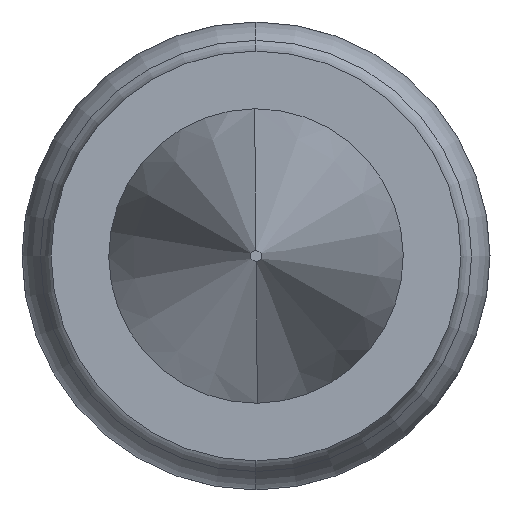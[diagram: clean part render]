
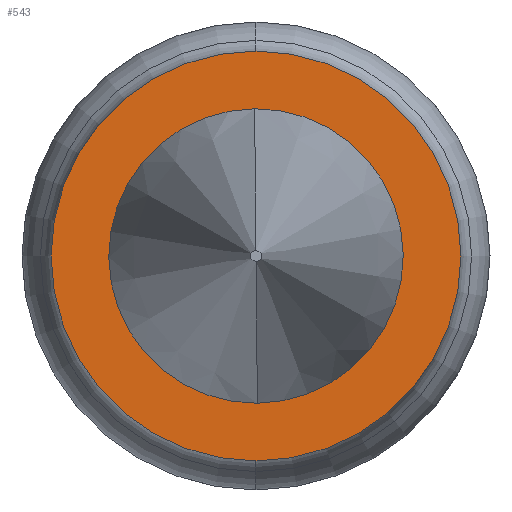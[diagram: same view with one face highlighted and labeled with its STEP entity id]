
A CAD part, left-side view. The second image highlights one B-rep face of the part: STEP entity #543.
In plain terms, the highlighted planar face has unit normal (-1, 0, 0).
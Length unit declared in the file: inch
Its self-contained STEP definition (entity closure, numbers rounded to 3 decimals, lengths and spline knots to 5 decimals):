
#14 = CIRCLE ( 'NONE', #214, 0.01265 ) ;
#35 = DIRECTION ( 'NONE',  ( 0., 0., -1. ) ) ;
#66 = CARTESIAN_POINT ( 'NONE',  ( 0., 0.00012, 0.01265 ) ) ;
#112 = AXIS2_PLACEMENT_3D ( 'NONE', #868, #464, #35 ) ;
#117 = CARTESIAN_POINT ( 'NONE',  ( 0., 0., -0.0176 ) ) ;
#210 = ORIENTED_EDGE ( 'NONE', *, *, #811, .T. ) ;
#214 = AXIS2_PLACEMENT_3D ( 'NONE', #1216, #740, #844 ) ;
#252 = CIRCLE ( 'NONE', #932, 0.01265 ) ;
#255 = FACE_BOUND ( 'NONE', #1104, .T. ) ;
#269 = VERTEX_POINT ( 'NONE', #117 ) ;
#343 = DIRECTION ( 'NONE',  ( 1., 0., 0. ) ) ;
#439 = ORIENTED_EDGE ( 'NONE', *, *, #913, .T. ) ;
#464 = DIRECTION ( 'NONE',  ( 1., 0., 0. ) ) ;
#467 = CARTESIAN_POINT ( 'NONE',  ( 0., 0.0165, 0. ) ) ;
#491 = ORIENTED_EDGE ( 'NONE', *, *, #726, .F. ) ;
#543 = ADVANCED_FACE ( 'NONE', ( #255, #1014 ), #914, .T. ) ;
#570 = DIRECTION ( 'NONE',  ( 0., 0., 1. ) ) ;
#678 = CARTESIAN_POINT ( 'NONE',  ( 0., 0., 0.0176 ) ) ;
#726 = EDGE_CURVE ( 'NONE', #269, #939, #1147, .T. ) ;
#740 = DIRECTION ( 'NONE',  ( 1., 0., 0. ) ) ;
#742 = ORIENTED_EDGE ( 'NONE', *, *, #1135, .F. ) ;
#758 = AXIS2_PLACEMENT_3D ( 'NONE', #467, #1106, #570 ) ;
#783 = AXIS2_PLACEMENT_3D ( 'NONE', #945, #343, #957 ) ;
#811 = EDGE_CURVE ( 'NONE', #1140, #1200, #14, .T. ) ;
#844 = DIRECTION ( 'NONE',  ( 0., 0., 1. ) ) ;
#846 = EDGE_LOOP ( 'NONE', ( #491, #742 ) ) ;
#868 = CARTESIAN_POINT ( 'NONE',  ( 0., 0., 0. ) ) ;
#913 = EDGE_CURVE ( 'NONE', #1200, #1140, #252, .T. ) ;
#914 = PLANE ( 'NONE',  #758 ) ;
#932 = AXIS2_PLACEMENT_3D ( 'NONE', #999, #1009, #1018 ) ;
#939 = VERTEX_POINT ( 'NONE', #678 ) ;
#945 = CARTESIAN_POINT ( 'NONE',  ( 0., 0., 0. ) ) ;
#947 = CARTESIAN_POINT ( 'NONE',  ( 0., -0.00012, -0.01265 ) ) ;
#957 = DIRECTION ( 'NONE',  ( 0., 0., -1. ) ) ;
#999 = CARTESIAN_POINT ( 'NONE',  ( 0., 0., 0. ) ) ;
#1009 = DIRECTION ( 'NONE',  ( 1., 0., 0. ) ) ;
#1014 = FACE_OUTER_BOUND ( 'NONE', #846, .T. ) ;
#1018 = DIRECTION ( 'NONE',  ( 0., 0., 1. ) ) ;
#1104 = EDGE_LOOP ( 'NONE', ( #439, #210 ) ) ;
#1106 = DIRECTION ( 'NONE',  ( -1., 0., 0. ) ) ;
#1110 = CIRCLE ( 'NONE', #112, 0.0176 ) ;
#1135 = EDGE_CURVE ( 'NONE', #939, #269, #1110, .T. ) ;
#1140 = VERTEX_POINT ( 'NONE', #947 ) ;
#1147 = CIRCLE ( 'NONE', #783, 0.0176 ) ;
#1200 = VERTEX_POINT ( 'NONE', #66 ) ;
#1216 = CARTESIAN_POINT ( 'NONE',  ( 0., 0., 0. ) ) ;
